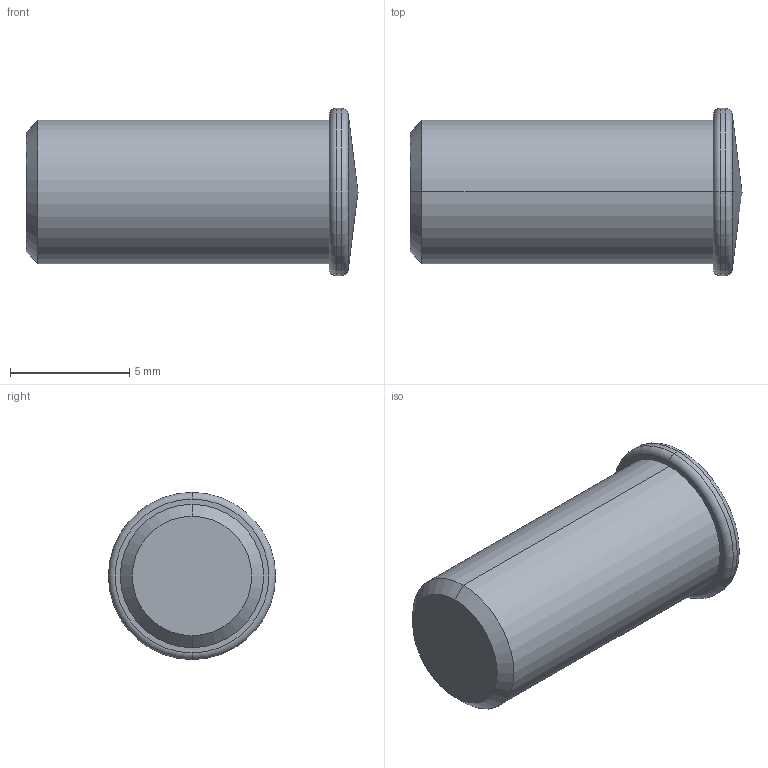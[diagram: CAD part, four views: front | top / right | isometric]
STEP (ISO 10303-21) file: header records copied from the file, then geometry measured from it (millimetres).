
FILE_DESCRIPTION(('Open CASCADE Model'),'2;1');
FILE_NAME('Open CASCADE Shape Model','2021-04-08T10:47:34',('Author'),( 'Open CASCADE'),'Open CASCADE STEP processor 7.4','Open CASCADE 7.4' ,'Unknown');
FILE_SCHEMA(('CONFIG_CONTROL_DESIGN'));
Length unit declared in the file: millimetre
Products named in the file (1): 9860-0185-02_1 93
Bounding box: 13.9 x 7 x 7 mm (x, y, z)
Volume: 391.2 mm3; surface area: 322.9 mm2
Topology: 1 solids, 1 shells, 14 faces, 28 edges, 15 vertices
Faces by surface type: cylinder 4, torus 4, cone 4, plane 2
Entity records: 736 total; most frequent: DIRECTION 124, CARTESIAN_POINT 120, LINE 54, VECTOR 54, ORIENTED_EDGE 52, PCURVE 52, DEFINITIONAL_REPRESENTATION 52, AXIS2_PLACEMENT_3D 33
